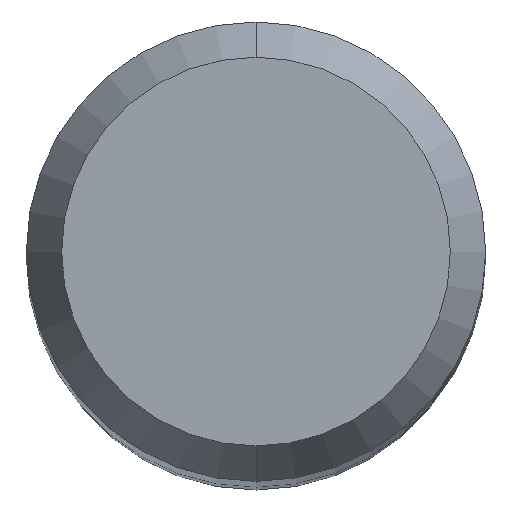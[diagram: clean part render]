
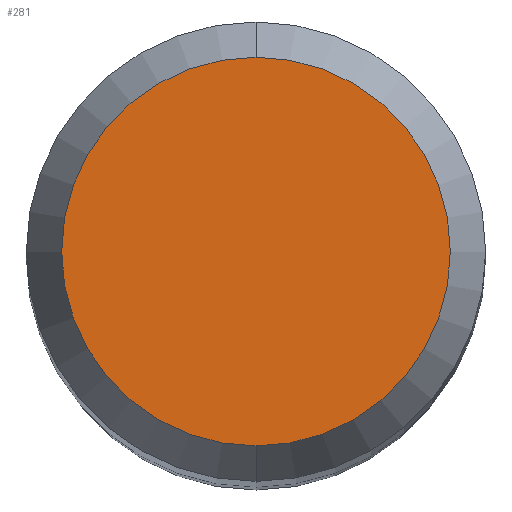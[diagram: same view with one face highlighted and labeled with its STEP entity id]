
A CAD part, top view. The second image highlights one B-rep face of the part: STEP entity #281.
In plain terms, the highlighted planar face has unit normal (0, 0, 1).
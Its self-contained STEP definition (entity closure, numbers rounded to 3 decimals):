
#191=EDGE_CURVE('',#401,#215,#483,.T.);
#215=VERTEX_POINT('',#509);
#281=ADVANCED_FACE('',(#583),#584,.T.);
#283=EDGE_CURVE('',#215,#401,#586,.T.);
#401=VERTEX_POINT('',#715);
#483=CIRCLE('',#832,2.538);
#509=CARTESIAN_POINT('',(0.,-2.538,41.896));
#583=FACE_OUTER_BOUND('',#1022,.T.);
#584=PLANE('',#1023);
#586=CIRCLE('',#1026,2.538);
#715=CARTESIAN_POINT('',(0.0,2.538,41.896));
#832=AXIS2_PLACEMENT_3D('',#1423,#1424,#1425);
#1022=EDGE_LOOP('',(#1543,#1544));
#1023=AXIS2_PLACEMENT_3D('',#1545,#1546,#1547);
#1026=AXIS2_PLACEMENT_3D('',#1548,#1549,#1550);
#1423=CARTESIAN_POINT('',(0.0,0.0,41.896));
#1424=DIRECTION('',(0.0,0.0,-1.0));
#1425=DIRECTION('',(0.0,1.0,0.0));
#1543=ORIENTED_EDGE('',*,*,#191,.F.);
#1544=ORIENTED_EDGE('',*,*,#283,.F.);
#1545=CARTESIAN_POINT('',(0.0,1.269,41.896));
#1546=DIRECTION('',(0.0,0.0,1.0));
#1547=DIRECTION('',(0.0,-1.0,0.0));
#1548=CARTESIAN_POINT('',(0.0,0.0,41.896));
#1549=DIRECTION('',(0.0,0.0,-1.0));
#1550=DIRECTION('',(0.0,1.0,0.0));
